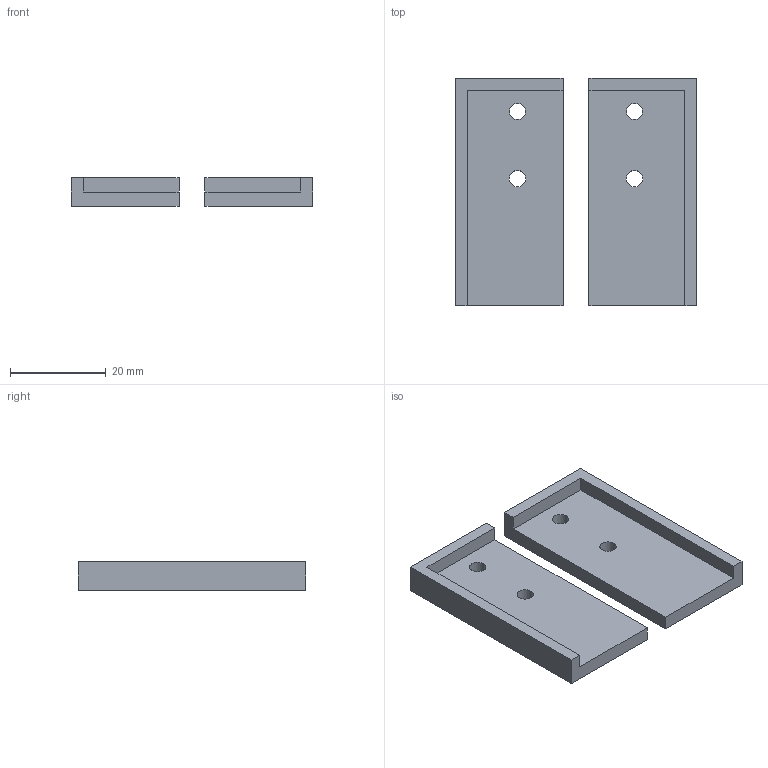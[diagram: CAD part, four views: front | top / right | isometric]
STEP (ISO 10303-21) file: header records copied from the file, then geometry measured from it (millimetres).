
FILE_DESCRIPTION (( 'STEP AP214' ), '1' );
FILE_NAME ('湖謂馱撿2.STEP', '2024-01-02T08:11:16', ( 'Windows User' ), ( 'P R C' ), 'SwSTEP 2.0', 'SolidWorks 2023', '' );
FILE_SCHEMA (( 'AUTOMOTIVE_DESIGN' ));
Length unit declared in the file: millimetre
Products named in the file (1): 打孔工具2
Bounding box: 50.41 x 47.5 x 6 mm (x, y, z)
Volume: 7296.9 mm3; surface area: 6061 mm2
Topology: 2 solids, 2 shells, 57 faces, 147 edges, 98 vertices
Faces by surface type: plane 44, cylinder 8, bspline 5
Entity records: 2223 total; most frequent: CARTESIAN_POINT 796, ORIENTED_EDGE 294, DIRECTION 259, EDGE_CURVE 147, VECTOR 121, LINE 121, VERTEX_POINT 98, EDGE_LOOP 69
